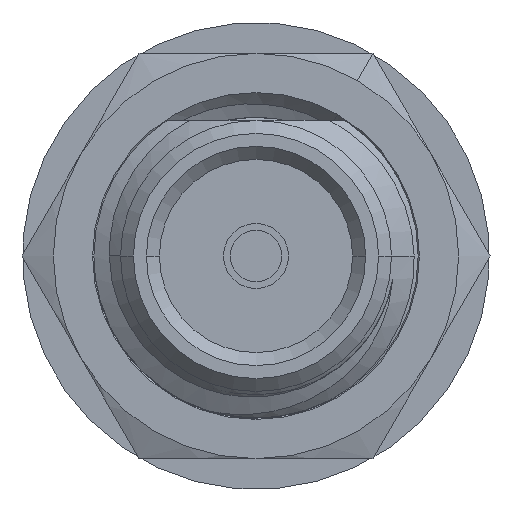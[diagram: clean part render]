
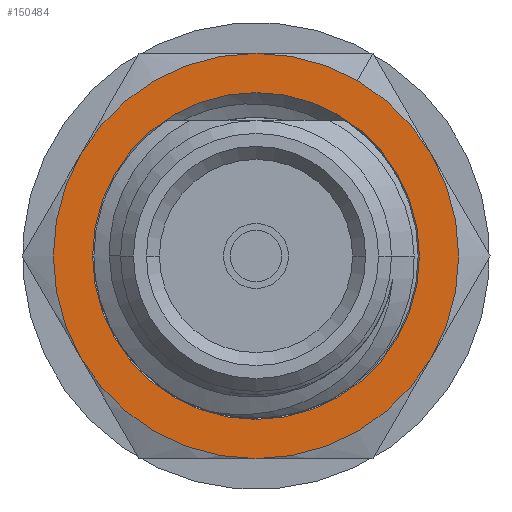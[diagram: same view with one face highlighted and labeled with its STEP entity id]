
A CAD part, left-side view. The second image highlights one B-rep face of the part: STEP entity #150484.
In plain terms, the highlighted face is planar.
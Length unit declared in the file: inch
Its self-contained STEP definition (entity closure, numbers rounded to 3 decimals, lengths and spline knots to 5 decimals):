
#3306 = DIRECTION ( 'NONE',  ( 0., 0., 1. ) ) ;
#3398 = VERTEX_POINT ( 'NONE', #12890 ) ;
#6370 = DIRECTION ( 'NONE',  ( 0., 0., -1. ) ) ;
#12890 = CARTESIAN_POINT ( 'NONE',  ( 0., 0.15625, -0.03 ) ) ;
#15966 = CIRCLE ( 'NONE', #43266, 0.15625 ) ;
#16177 = CARTESIAN_POINT ( 'NONE',  ( 0., 0., -0.03 ) ) ;
#16446 = AXIS2_PLACEMENT_3D ( 'NONE', #71990, #60738, #124340 ) ;
#16737 = CARTESIAN_POINT ( 'NONE',  ( 0.15625, 0., -0.03 ) ) ;
#18489 = DIRECTION ( 'NONE',  ( 1., 0., 0. ) ) ;
#22473 = DIRECTION ( 'NONE',  ( 1., 0., 0. ) ) ;
#23127 = CARTESIAN_POINT ( 'NONE',  ( 0.13532, 0.07813, -0.03 ) ) ;
#23727 = EDGE_CURVE ( 'NONE', #154636, #159149, #95919, .T. ) ;
#24216 = ORIENTED_EDGE ( 'NONE', *, *, #76099, .T. ) ;
#24436 = DIRECTION ( 'NONE',  ( 0., 0., -1. ) ) ;
#25258 = ORIENTED_EDGE ( 'NONE', *, *, #76947, .T. ) ;
#25472 = AXIS2_PLACEMENT_3D ( 'NONE', #110292, #121487, #96579 ) ;
#37049 = DIRECTION ( 'NONE',  ( 1., 0., 0. ) ) ;
#38982 = DIRECTION ( 'NONE',  ( 1., 0., 0. ) ) ;
#40673 = VERTEX_POINT ( 'NONE', #166177 ) ;
#42208 = EDGE_LOOP ( 'NONE', ( #116916, #137092, #25258, #24216, #132259, #111461, #156284 ) ) ;
#43266 = AXIS2_PLACEMENT_3D ( 'NONE', #16177, #3306, #68495 ) ;
#43377 = FACE_BOUND ( 'NONE', #146956, .T. ) ;
#44372 = VERTEX_POINT ( 'NONE', #79517 ) ;
#46678 = AXIS2_PLACEMENT_3D ( 'NONE', #86119, #60312, #112681 ) ;
#47598 = DIRECTION ( 'NONE',  ( 0., 0., 1. ) ) ;
#48373 = EDGE_CURVE ( 'NONE', #159149, #154636, #63666, .T. ) ;
#50148 = CARTESIAN_POINT ( 'NONE',  ( 0., 0., -0.03 ) ) ;
#50381 = CARTESIAN_POINT ( 'NONE',  ( 0.13532, -0.07813, -0.03 ) ) ;
#50851 = VERTEX_POINT ( 'NONE', #100603 ) ;
#52765 = AXIS2_PLACEMENT_3D ( 'NONE', #112714, #6370, #58670 ) ;
#54058 = AXIS2_PLACEMENT_3D ( 'NONE', #50148, #24436, #38982 ) ;
#57907 = FACE_OUTER_BOUND ( 'NONE', #42208, .T. ) ;
#58154 = VERTEX_POINT ( 'NONE', #16737 ) ;
#58670 = DIRECTION ( 'NONE',  ( 1., 0., 0. ) ) ;
#60201 = DIRECTION ( 'NONE',  ( 0., 0., -1. ) ) ;
#60312 = DIRECTION ( 'NONE',  ( 0., 0., -1. ) ) ;
#60738 = DIRECTION ( 'NONE',  ( 0., 0., 1. ) ) ;
#63666 = CIRCLE ( 'NONE', #96575, 0.12602 ) ;
#67445 = DIRECTION ( 'NONE',  ( 0., 0., -1. ) ) ;
#68495 = DIRECTION ( 'NONE',  ( 1., 0., 0. ) ) ;
#69668 = ORIENTED_EDGE ( 'NONE', *, *, #48373, .T. ) ;
#71990 = CARTESIAN_POINT ( 'NONE',  ( 0., 0., -0.03 ) ) ;
#72157 = AXIS2_PLACEMENT_3D ( 'NONE', #154656, #167536, #37049 ) ;
#73737 = CARTESIAN_POINT ( 'NONE',  ( -0.12602, 0., -0.03 ) ) ;
#73998 = AXIS2_PLACEMENT_3D ( 'NONE', #86004, #60201, #22473 ) ;
#76099 = EDGE_CURVE ( 'NONE', #44372, #40673, #77403, .T. ) ;
#76947 = EDGE_CURVE ( 'NONE', #111697, #44372, #140596, .T. ) ;
#77403 = CIRCLE ( 'NONE', #52765, 0.15625 ) ;
#79517 = CARTESIAN_POINT ( 'NONE',  ( 0., -0.15625, -0.03 ) ) ;
#85980 = AXIS2_PLACEMENT_3D ( 'NONE', #109446, #67445, #18489 ) ;
#86004 = CARTESIAN_POINT ( 'NONE',  ( 0., 0., -0.03 ) ) ;
#86119 = CARTESIAN_POINT ( 'NONE',  ( 0., 0., -0.03 ) ) ;
#86975 = EDGE_CURVE ( 'NONE', #87241, #58154, #150720, .T. ) ;
#87090 = DIRECTION ( 'NONE',  ( 1., 0., 0. ) ) ;
#87241 = VERTEX_POINT ( 'NONE', #23127 ) ;
#91496 = EDGE_CURVE ( 'NONE', #50851, #3398, #93312, .T. ) ;
#93312 = CIRCLE ( 'NONE', #46678, 0.15625 ) ;
#95248 = CIRCLE ( 'NONE', #54058, 0.15625 ) ;
#95919 = CIRCLE ( 'NONE', #16446, 0.12602 ) ;
#96575 = AXIS2_PLACEMENT_3D ( 'NONE', #166034, #47598, #87090 ) ;
#96579 = DIRECTION ( 'NONE',  ( 1., 0., 0. ) ) ;
#100603 = CARTESIAN_POINT ( 'NONE',  ( -0.13532, 0.07813, -0.03 ) ) ;
#109446 = CARTESIAN_POINT ( 'NONE',  ( 0., 0., -0.03 ) ) ;
#110292 = CARTESIAN_POINT ( 'NONE',  ( 0., 0., -0.03 ) ) ;
#111188 = EDGE_CURVE ( 'NONE', #58154, #111697, #95248, .T. ) ;
#111461 = ORIENTED_EDGE ( 'NONE', *, *, #91496, .T. ) ;
#111697 = VERTEX_POINT ( 'NONE', #50381 ) ;
#112681 = DIRECTION ( 'NONE',  ( 1., 0., 0. ) ) ;
#112714 = CARTESIAN_POINT ( 'NONE',  ( 0., 0., -0.03 ) ) ;
#116916 = ORIENTED_EDGE ( 'NONE', *, *, #86975, .T. ) ;
#121487 = DIRECTION ( 'NONE',  ( 0., 0., 1. ) ) ;
#124340 = DIRECTION ( 'NONE',  ( 1., 0., 0. ) ) ;
#132259 = ORIENTED_EDGE ( 'NONE', *, *, #159513, .T. ) ;
#134377 = PLANE ( 'NONE',  #25472 ) ;
#137092 = ORIENTED_EDGE ( 'NONE', *, *, #111188, .T. ) ;
#139882 = EDGE_CURVE ( 'NONE', #87241, #3398, #15966, .T. ) ;
#140596 = CIRCLE ( 'NONE', #72157, 0.15625 ) ;
#140713 = CIRCLE ( 'NONE', #85980, 0.15625 ) ;
#146956 = EDGE_LOOP ( 'NONE', ( #69668, #160861 ) ) ;
#150484 = ADVANCED_FACE ( 'NONE', ( #43377, #57907 ), #134377, .F. ) ;
#150720 = CIRCLE ( 'NONE', #73998, 0.15625 ) ;
#154636 = VERTEX_POINT ( 'NONE', #163849 ) ;
#154656 = CARTESIAN_POINT ( 'NONE',  ( 0., 0., -0.03 ) ) ;
#156284 = ORIENTED_EDGE ( 'NONE', *, *, #139882, .F. ) ;
#159149 = VERTEX_POINT ( 'NONE', #73737 ) ;
#159513 = EDGE_CURVE ( 'NONE', #40673, #50851, #140713, .T. ) ;
#160861 = ORIENTED_EDGE ( 'NONE', *, *, #23727, .T. ) ;
#163849 = CARTESIAN_POINT ( 'NONE',  ( 0.12602, 0., -0.03 ) ) ;
#166034 = CARTESIAN_POINT ( 'NONE',  ( 0., 0., -0.03 ) ) ;
#166177 = CARTESIAN_POINT ( 'NONE',  ( -0.13532, -0.07812, -0.03 ) ) ;
#167536 = DIRECTION ( 'NONE',  ( 0., 0., -1. ) ) ;
